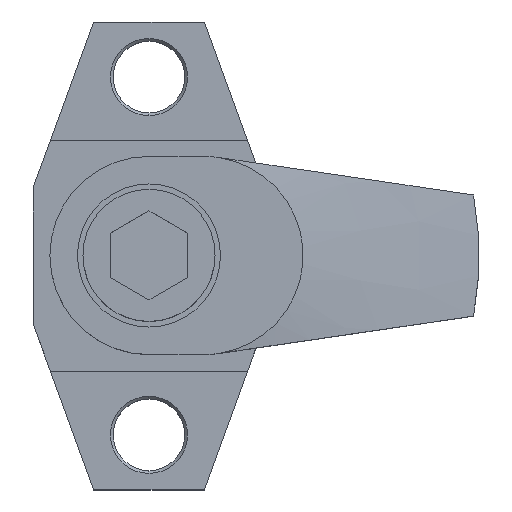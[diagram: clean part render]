
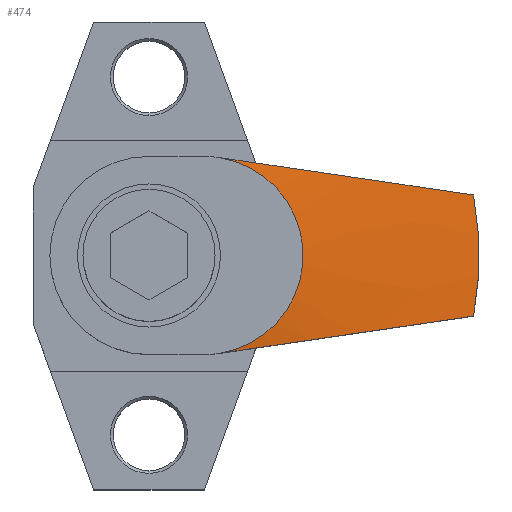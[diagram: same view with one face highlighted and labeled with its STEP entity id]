
A CAD part, top view. The second image highlights one B-rep face of the part: STEP entity #474.
In plain terms, the highlighted conical face has half-angle 81.119 degrees and reference radius 57.611 mm.
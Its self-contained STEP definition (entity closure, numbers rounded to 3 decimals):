
#33 = CIRCLE ( 'NONE', #501, 18. ) ;
#56 = CARTESIAN_POINT ( 'NONE',  ( 22.327, 16.383, 59.619 ) ) ;
#60 = CARTESIAN_POINT ( 'NONE',  ( 33.945, -14.677, 58.428 ) ) ;
#175 = CARTESIAN_POINT ( 'NONE',  ( 60.333, 0., 55.01 ) ) ;
#221 = CARTESIAN_POINT ( 'NONE',  ( 20.406, -16.665, 59.757 ) ) ;
#266 = CARTESIAN_POINT ( 'NONE',  ( 43.579, 13.262, 57.178 ) ) ;
#404 = DIRECTION ( 'NONE',  ( 0., 0., -1. ) ) ;
#406 = ORIENTED_EDGE ( 'NONE', *, *, #999, .T. ) ;
#407 = CARTESIAN_POINT ( 'NONE',  ( 39.731, -13.827, 57.703 ) ) ;
#409 = CARTESIAN_POINT ( 'NONE',  ( 58.983, 11., 54.968 ) ) ;
#432 = CARTESIAN_POINT ( 'NONE',  ( 14.569, -17.522, 60. ) ) ;
#451 = CARTESIAN_POINT ( 'NONE',  ( 14.563, 17.523, 60. ) ) ;
#474 = ADVANCED_FACE ( 'NONE', ( #1480 ), #1045, .T. ) ;
#501 = AXIS2_PLACEMENT_3D ( 'NONE', #1539, #404, #793 ) ;
#550 = CARTESIAN_POINT ( 'NONE',  ( 58.983, -11., 54.968 ) ) ;
#563 = B_SPLINE_CURVE_WITH_KNOTS ( 'NONE', 3,
 ( #550, #1301, #175, #929, #1675 ),
 .UNSPECIFIED., .F., .F.,
 ( 4, 1, 4 ),
 ( 0., 0.011, 0.022 ),
 .UNSPECIFIED. ) ;
#701 = CARTESIAN_POINT ( 'NONE',  ( 58.983, 11., 54.968 ) ) ;
#720 = CARTESIAN_POINT ( 'NONE',  ( 58.983, -11., 54.968 ) ) ;
#735 = VERTEX_POINT ( 'NONE', #1007 ) ;
#793 = DIRECTION ( 'NONE',  ( -1., 0., 0. ) ) ;
#803 = ORIENTED_EDGE ( 'NONE', *, *, #1471, .T. ) ;
#809 = CARTESIAN_POINT ( 'NONE',  ( 26.201, 15.814, 59.284 ) ) ;
#929 = CARTESIAN_POINT ( 'NONE',  ( 59.667, 7.333, 54.99 ) ) ;
#954 = DIRECTION ( 'NONE',  ( 0., 0., -1. ) ) ;
#978 = CARTESIAN_POINT ( 'NONE',  ( 16.518, -17.236, 59.948 ) ) ;
#999 = EDGE_CURVE ( 'NONE', #735, #1097, #33, .T. ) ;
#1000 = CARTESIAN_POINT ( 'NONE',  ( 28.135, 15.53, 59.088 ) ) ;
#1007 = CARTESIAN_POINT ( 'NONE',  ( 12.615, 17.809, 60. ) ) ;
#1011 = CARTESIAN_POINT ( 'NONE',  ( 55.134, 11.565, 55.536 ) ) ;
#1028 = VERTEX_POINT ( 'NONE', #701 ) ;
#1045 = CONICAL_SURFACE ( 'NONE', #2296, 57.611, 1.416 ) ;
#1097 = VERTEX_POINT ( 'NONE', #2196 ) ;
#1161 = CARTESIAN_POINT ( 'NONE',  ( 28.152, -15.527, 59.086 ) ) ;
#1184 = CARTESIAN_POINT ( 'NONE',  ( 12.615, -17.809, 60. ) ) ;
#1194 = CARTESIAN_POINT ( 'NONE',  ( 20.389, 16.667, 59.758 ) ) ;
#1204 = CARTESIAN_POINT ( 'NONE',  ( 33.934, 14.678, 58.429 ) ) ;
#1288 = B_SPLINE_CURVE_WITH_KNOTS ( 'NONE', 3,
 ( #2090, #451, #1736, #1194, #56, #809, #1000, #1535, #1204, #1952, #266, #1555, #1011, #409 ),
 .UNSPECIFIED., .F., .F.,
 ( 4, 2, 2, 2, 2, 2, 4 ),
 ( 0., 0.006, 0.012, 0.018, 0.024, 0.035, 0.047 ),
 .UNSPECIFIED. ) ;
#1301 = CARTESIAN_POINT ( 'NONE',  ( 59.667, -7.333, 54.99 ) ) ;
#1320 = CARTESIAN_POINT ( 'NONE',  ( 10., 0., 53.811 ) ) ;
#1345 = CARTESIAN_POINT ( 'NONE',  ( 58.983, -11., 54.968 ) ) ;
#1374 = B_SPLINE_CURVE_WITH_KNOTS ( 'NONE', 3,
 ( #1345, #2282, #1928, #2097, #407, #60, #2087, #1161, #1906, #2113, #221, #978, #432, #1184 ),
 .UNSPECIFIED., .F., .F.,
 ( 4, 2, 2, 2, 2, 2, 4 ),
 ( 0., 0.012, 0.024, 0.029, 0.035, 0.041, 0.047 ),
 .UNSPECIFIED. ) ;
#1409 = VERTEX_POINT ( 'NONE', #720 ) ;
#1471 = EDGE_CURVE ( 'NONE', #1409, #1028, #563, .T. ) ;
#1480 = FACE_OUTER_BOUND ( 'NONE', #1677, .T. ) ;
#1509 = DIRECTION ( 'NONE',  ( -1., 0., 0. ) ) ;
#1535 = CARTESIAN_POINT ( 'NONE',  ( 32.003, 14.962, 58.661 ) ) ;
#1539 = CARTESIAN_POINT ( 'NONE',  ( 10., 0., 60. ) ) ;
#1555 = CARTESIAN_POINT ( 'NONE',  ( 51.284, 12.131, 56.095 ) ) ;
#1584 = EDGE_CURVE ( 'NONE', #735, #1028, #1288, .T. ) ;
#1675 = CARTESIAN_POINT ( 'NONE',  ( 58.983, 11., 54.968 ) ) ;
#1677 = EDGE_LOOP ( 'NONE', ( #803, #1729, #406, #2239 ) ) ;
#1729 = ORIENTED_EDGE ( 'NONE', *, *, #1584, .F. ) ;
#1736 = CARTESIAN_POINT ( 'NONE',  ( 16.507, 17.238, 59.948 ) ) ;
#1906 = CARTESIAN_POINT ( 'NONE',  ( 26.219, -15.811, 59.283 ) ) ;
#1928 = CARTESIAN_POINT ( 'NONE',  ( 51.286, -12.13, 56.095 ) ) ;
#1952 = CARTESIAN_POINT ( 'NONE',  ( 39.724, 13.828, 57.704 ) ) ;
#2087 = CARTESIAN_POINT ( 'NONE',  ( 32.015, -14.96, 58.659 ) ) ;
#2090 = CARTESIAN_POINT ( 'NONE',  ( 12.615, 17.809, 60. ) ) ;
#2097 = CARTESIAN_POINT ( 'NONE',  ( 43.584, -13.261, 57.178 ) ) ;
#2112 = EDGE_CURVE ( 'NONE', #1409, #1097, #1374, .T. ) ;
#2113 = CARTESIAN_POINT ( 'NONE',  ( 22.346, -16.38, 59.618 ) ) ;
#2196 = CARTESIAN_POINT ( 'NONE',  ( 12.615, -17.809, 60. ) ) ;
#2239 = ORIENTED_EDGE ( 'NONE', *, *, #2112, .F. ) ;
#2282 = CARTESIAN_POINT ( 'NONE',  ( 55.135, -11.565, 55.536 ) ) ;
#2296 = AXIS2_PLACEMENT_3D ( 'NONE', #1320, #954, #1509 ) ;
